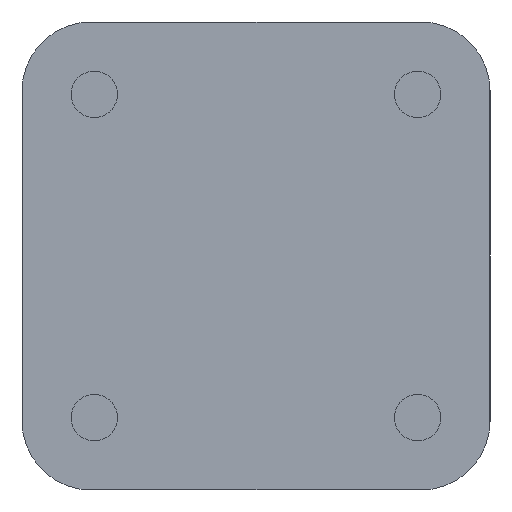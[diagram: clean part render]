
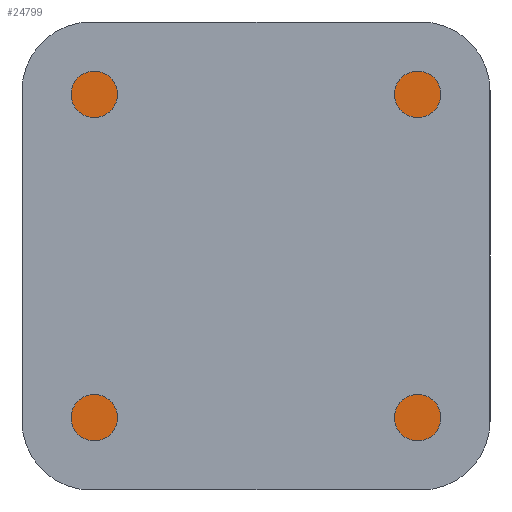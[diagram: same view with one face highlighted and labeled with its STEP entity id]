
A CAD part, left-side view. The second image highlights one B-rep face of the part: STEP entity #24799.
In plain terms, the highlighted planar face has unit normal (-1, 0, 0).
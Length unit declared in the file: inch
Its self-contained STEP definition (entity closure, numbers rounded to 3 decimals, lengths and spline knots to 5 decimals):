
#870 = CARTESIAN_POINT ( 'NONE',  ( -2.67101, 1.39276, 0.33524 ) ) ;
#3496 = CARTESIAN_POINT ( 'NONE',  ( -2.67101, 1.39276, 1.60079 ) ) ;
#3558 = ORIENTED_EDGE ( 'NONE', *, *, #42950, .F. ) ;
#4025 = CARTESIAN_POINT ( 'NONE',  ( -2.67101, -1.28441, -0.28898 ) ) ;
#4378 = ORIENTED_EDGE ( 'NONE', *, *, #41115, .F. ) ;
#7173 = VERTEX_POINT ( 'NONE', #33454 ) ;
#7428 = ORIENTED_EDGE ( 'NONE', *, *, #47472, .F. ) ;
#8684 = EDGE_CURVE ( 'NONE', #10016, #52768, #60767, .T. ) ;
#9046 = EDGE_CURVE ( 'NONE', #7173, #47841, #52789, .T. ) ;
#9855 = CARTESIAN_POINT ( 'NONE',  ( -2.67101, 0.60536, 1.20709 ) ) ;
#10016 = VERTEX_POINT ( 'NONE', #60700 ) ;
#10276 = AXIS2_PLACEMENT_3D ( 'NONE', #43731, #63605, #37422 ) ;
#12023 = VERTEX_POINT ( 'NONE', #39883 ) ;
#14986 = DIRECTION ( 'NONE',  ( 0., -1., 0. ) ) ;
#15231 = EDGE_CURVE ( 'NONE', #52768, #64294, #52806, .T. ) ;
#16423 = CARTESIAN_POINT ( 'NONE',  ( -2.67101, -0.497, 0.10472 ) ) ;
#16796 = CARTESIAN_POINT ( 'NONE',  ( -2.67101, 0.99906, 1.99449 ) ) ;
#17403 = EDGE_CURVE ( 'NONE', #12023, #23779, #43222, .T. ) ;
#17531 = ORIENTED_EDGE ( 'NONE', *, *, #17403, .F. ) ;
#19150 = ORIENTED_EDGE ( 'NONE', *, *, #15231, .F. ) ;
#19646 = AXIS2_PLACEMENT_3D ( 'NONE', #41481, #66042, #20040 ) ;
#20040 = DIRECTION ( 'NONE',  ( 0., 0., -1. ) ) ;
#20694 = CARTESIAN_POINT ( 'NONE',  ( -2.67101, -1.28441, 0.97657 ) ) ;
#21025 = EDGE_CURVE ( 'NONE', #24020, #12023, #35067, .T. ) ;
#21349 = CARTESIAN_POINT ( 'NONE',  ( -2.67101, -0.8907, -0.28898 ) ) ;
#22168 = EDGE_CURVE ( 'NONE', #41680, #24020, #22275, .T. ) ;
#22275 = LINE ( 'NONE', #47088, #28350 ) ;
#22335 = PLANE ( 'NONE',  #10276 ) ;
#22657 = FACE_BOUND ( 'NONE', #31267, .T. ) ;
#22984 = AXIS2_PLACEMENT_3D ( 'NONE', #35902, #49961, #56344 ) ;
#23779 = VERTEX_POINT ( 'NONE', #16423 ) ;
#24020 = VERTEX_POINT ( 'NONE', #9855 ) ;
#24077 = CIRCLE ( 'NONE', #22984, 0.3937 ) ;
#24799 = ADVANCED_FACE ( 'NONE', ( #27377, #22657 ), #22335, .F. ) ;
#25384 = DIRECTION ( 'NONE',  ( 1., 0., 0. ) ) ;
#26022 = DIRECTION ( 'NONE',  ( 0., 0., 1. ) ) ;
#27377 = FACE_OUTER_BOUND ( 'NONE', #53095, .T. ) ;
#28350 = VECTOR ( 'NONE', #63217, 39.37008 ) ;
#28674 = CARTESIAN_POINT ( 'NONE',  ( -2.67101, -0.497, 0.65591 ) ) ;
#29295 = CARTESIAN_POINT ( 'NONE',  ( -2.67101, 0.99906, -0.68268 ) ) ;
#29883 = CARTESIAN_POINT ( 'NONE',  ( -2.67101, 0.52662, -0.68268 ) ) ;
#30438 = DIRECTION ( 'NONE',  ( 0., 0., -1. ) ) ;
#30519 = ORIENTED_EDGE ( 'NONE', *, *, #46482, .F. ) ;
#30796 = ORIENTED_EDGE ( 'NONE', *, *, #41139, .F. ) ;
#31267 = EDGE_LOOP ( 'NONE', ( #4378, #17531, #31870, #35368 ) ) ;
#31764 = LINE ( 'NONE', #870, #48351 ) ;
#31870 = ORIENTED_EDGE ( 'NONE', *, *, #21025, .F. ) ;
#32454 = AXIS2_PLACEMENT_3D ( 'NONE', #55549, #35780, #26022 ) ;
#32931 = VECTOR ( 'NONE', #55503, 39.37008 ) ;
#33377 = LINE ( 'NONE', #44048, #48403 ) ;
#33454 = CARTESIAN_POINT ( 'NONE',  ( -2.67101, -0.8907, 1.99449 ) ) ;
#34499 = ORIENTED_EDGE ( 'NONE', *, *, #9046, .F. ) ;
#35067 = LINE ( 'NONE', #44728, #32931 ) ;
#35368 = ORIENTED_EDGE ( 'NONE', *, *, #22168, .F. ) ;
#35780 = DIRECTION ( 'NONE',  ( 1., 0., 0. ) ) ;
#35798 = AXIS2_PLACEMENT_3D ( 'NONE', #21349, #25384, #14986 ) ;
#35902 = CARTESIAN_POINT ( 'NONE',  ( -2.67101, 0.99906, 1.60079 ) ) ;
#36830 = VECTOR ( 'NONE', #30438, 39.37008 ) ;
#36831 = VECTOR ( 'NONE', #50670, 39.37008 ) ;
#37422 = DIRECTION ( 'NONE',  ( 0., -1., 0. ) ) ;
#37493 = CARTESIAN_POINT ( 'NONE',  ( -2.67101, -0.497, 1.20709 ) ) ;
#39883 = CARTESIAN_POINT ( 'NONE',  ( -2.67101, 0.60536, 0.10472 ) ) ;
#41115 = EDGE_CURVE ( 'NONE', #23779, #41680, #42741, .T. ) ;
#41139 = EDGE_CURVE ( 'NONE', #59202, #7173, #33377, .T. ) ;
#41321 = ORIENTED_EDGE ( 'NONE', *, *, #46313, .F. ) ;
#41452 = DIRECTION ( 'NONE',  ( 0., 0., 1. ) ) ;
#41481 = CARTESIAN_POINT ( 'NONE',  ( -2.67101, 0.99906, -0.28898 ) ) ;
#41680 = VERTEX_POINT ( 'NONE', #37493 ) ;
#42741 = LINE ( 'NONE', #28674, #44106 ) ;
#42950 = EDGE_CURVE ( 'NONE', #64294, #64878, #31764, .T. ) ;
#43222 = LINE ( 'NONE', #49602, #51109 ) ;
#43731 = CARTESIAN_POINT ( 'NONE',  ( -2.67101, 0.05418, 1.29724 ) ) ;
#44048 = CARTESIAN_POINT ( 'NONE',  ( -2.67101, -0.41826, 1.99449 ) ) ;
#44106 = VECTOR ( 'NONE', #48794, 39.37008 ) ;
#44728 = CARTESIAN_POINT ( 'NONE',  ( -2.67101, 0.60536, 0.65591 ) ) ;
#45767 = ORIENTED_EDGE ( 'NONE', *, *, #8684, .F. ) ;
#46313 = EDGE_CURVE ( 'NONE', #47841, #54180, #61650, .T. ) ;
#46482 = EDGE_CURVE ( 'NONE', #54180, #10016, #64693, .T. ) ;
#47088 = CARTESIAN_POINT ( 'NONE',  ( -2.67101, -0.497, 1.20709 ) ) ;
#47472 = EDGE_CURVE ( 'NONE', #64878, #59202, #24077, .T. ) ;
#47841 = VERTEX_POINT ( 'NONE', #54417 ) ;
#48351 = VECTOR ( 'NONE', #41452, 39.37008 ) ;
#48403 = VECTOR ( 'NONE', #59200, 39.37008 ) ;
#48794 = DIRECTION ( 'NONE',  ( 0., 0., 1. ) ) ;
#49602 = CARTESIAN_POINT ( 'NONE',  ( -2.67101, 0.60536, 0.10472 ) ) ;
#49961 = DIRECTION ( 'NONE',  ( 1., 0., 0. ) ) ;
#50670 = DIRECTION ( 'NONE',  ( 0., 1., 0. ) ) ;
#51109 = VECTOR ( 'NONE', #53633, 39.37008 ) ;
#52768 = VERTEX_POINT ( 'NONE', #29295 ) ;
#52789 = CIRCLE ( 'NONE', #32454, 0.3937 ) ;
#52806 = CIRCLE ( 'NONE', #19646, 0.3937 ) ;
#53095 = EDGE_LOOP ( 'NONE', ( #41321, #34499, #30796, #7428, #3558, #19150, #45767, #30519 ) ) ;
#53633 = DIRECTION ( 'NONE',  ( 0., -1., 0. ) ) ;
#54180 = VERTEX_POINT ( 'NONE', #4025 ) ;
#54417 = CARTESIAN_POINT ( 'NONE',  ( -2.67101, -1.28441, 1.60079 ) ) ;
#55503 = DIRECTION ( 'NONE',  ( 0., 0., -1. ) ) ;
#55549 = CARTESIAN_POINT ( 'NONE',  ( -2.67101, -0.8907, 1.60079 ) ) ;
#56344 = DIRECTION ( 'NONE',  ( 0., 1., 0. ) ) ;
#59200 = DIRECTION ( 'NONE',  ( 0., -1., 0. ) ) ;
#59202 = VERTEX_POINT ( 'NONE', #16796 ) ;
#60700 = CARTESIAN_POINT ( 'NONE',  ( -2.67101, -0.8907, -0.68268 ) ) ;
#60767 = LINE ( 'NONE', #29883, #36831 ) ;
#61650 = LINE ( 'NONE', #20694, #36830 ) ;
#62041 = CARTESIAN_POINT ( 'NONE',  ( -2.67101, 1.39276, -0.28898 ) ) ;
#63217 = DIRECTION ( 'NONE',  ( 0., 1., 0. ) ) ;
#63605 = DIRECTION ( 'NONE',  ( 1., 0., 0. ) ) ;
#64294 = VERTEX_POINT ( 'NONE', #62041 ) ;
#64693 = CIRCLE ( 'NONE', #35798, 0.3937 ) ;
#64878 = VERTEX_POINT ( 'NONE', #3496 ) ;
#66042 = DIRECTION ( 'NONE',  ( 1., 0., 0. ) ) ;
